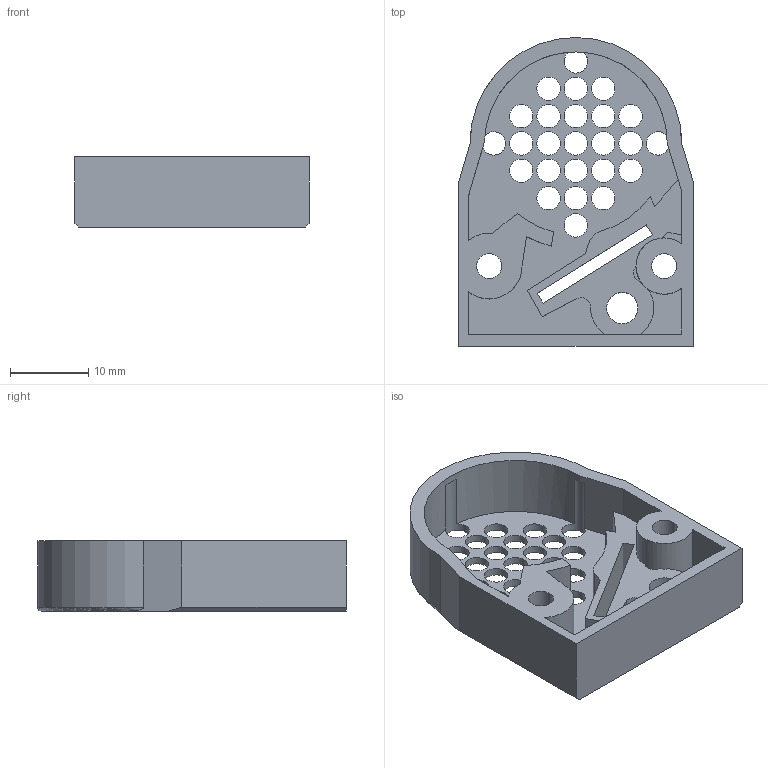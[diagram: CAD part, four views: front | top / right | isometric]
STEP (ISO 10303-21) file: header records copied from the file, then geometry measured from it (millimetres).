
FILE_DESCRIPTION(('FreeCAD Model'),'2;1');
FILE_NAME('Open CASCADE Shape Model','2025-07-10T15:52:09',(''),(''), 'Open CASCADE STEP processor 7.9','FreeCAD','Unknown');
FILE_SCHEMA(('AUTOMOTIVE_DESIGN { 1 0 10303 214 1 1 1 1 }'));
Length unit declared in the file: millimetre
Products named in the file (1): Speaker Belt
Bounding box: 30 x 39.54 x 9 mm (x, y, z)
Volume: 3322.9 mm3; surface area: 4844.9 mm2
Topology: 1 solids, 1 shells, 87 faces, 257 edges, 172 vertices
Faces by surface type: cylinder 44, plane 42, torus 1
Full cylindrical faces by diameter (mm): 3 x25, 3.2 x2, 4 x1, 6 x2
Entity records: 3138 total; most frequent: CARTESIAN_POINT 575, DIRECTION 532, ORIENTED_EDGE 514, EDGE_CURVE 257, AXIS2_PLACEMENT_3D 191, VERTEX_POINT 172, LINE 150, VECTOR 150
